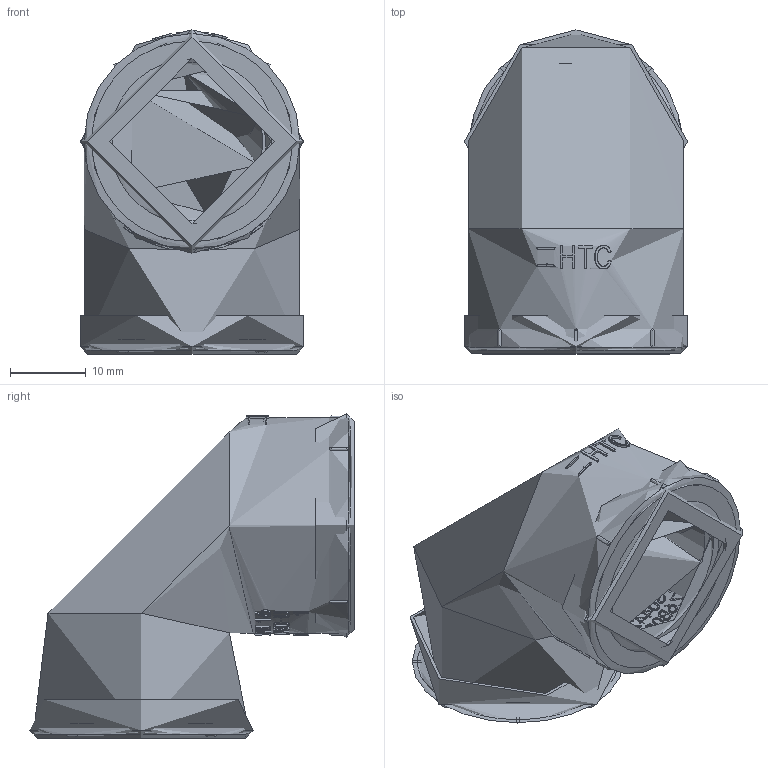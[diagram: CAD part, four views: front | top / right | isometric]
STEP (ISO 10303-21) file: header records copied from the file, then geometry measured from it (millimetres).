
FILE_DESCRIPTION(/* description */ (''),/* implementation_level */ '2;1');
FILE_NAME(/* name */ 'Z6B020020+铁圈.stp',/* time_stamp */ '2025-03-22T16:40:50+08:00',/* author */ (''),/* organization */ (''),/* preprocessor_version */ 'ST-DEVELOPER v16',/* originating_system */ 'SIEMENS PLM Software NX 10.0',/* authorisation */ '');
FILE_SCHEMA (('AUTOMOTIVE_DESIGN { 1 0 10303 214 3 1 1 1 }'));
Length unit declared in the file: millimetre
Products named in the file (1): gelv17ACEE58i07r
Bounding box: 29.5 x 42.85 x 42.85 mm (x, y, z)
Volume: 728 mm3; surface area: 12824 mm2
Topology: 2 solids, 3 shells, 1999 faces, 5749 edges, 3784 vertices
Faces by surface type: bspline 1652, plane 169, cylinder 138, sphere 32, torus 8
Full cylindrical faces by diameter (mm): 20.955 x17, 21.8 x2, 24 x2, 28.5 x4, 29.5 x2
Entity records: 117006 total; most frequent: CARTESIAN_POINT 68680, ORIENTED_EDGE 11268, DIRECTION 9698, EDGE_CURVE 5634, AXIS2_PLACEMENT_3D 3874, VERTEX_POINT 3740, ELLIPSE 3251, EDGE_LOOP 2074
